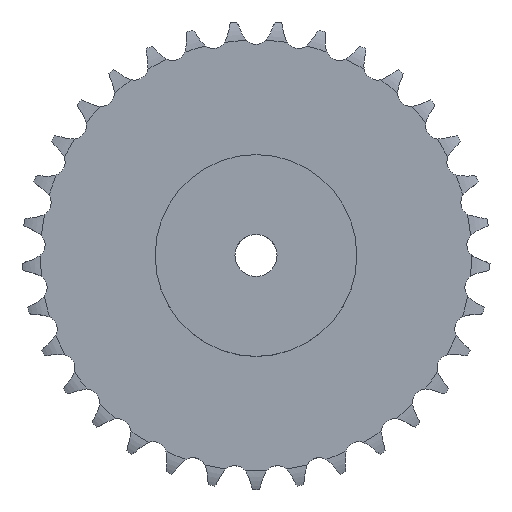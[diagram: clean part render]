
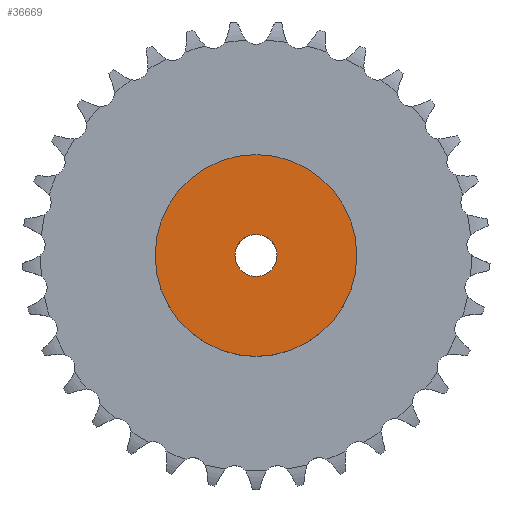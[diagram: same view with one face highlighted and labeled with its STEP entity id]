
A CAD part, top view. The second image highlights one B-rep face of the part: STEP entity #36669.
In plain terms, the highlighted planar face has unit normal (0, 0, 1).
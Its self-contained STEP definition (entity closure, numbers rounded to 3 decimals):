
#4233 = CYLINDRICAL_SURFACE('',#4234,60.);
#4234 = AXIS2_PLACEMENT_3D('',#4235,#4236,#4237);
#4235 = CARTESIAN_POINT('',(0.,0.,0.));
#4236 = DIRECTION('',(-0.,-0.,-1.));
#4237 = DIRECTION('',(1.,0.,0.));
#23050 = VERTEX_POINT('',#23051);
#23051 = CARTESIAN_POINT('',(60.,0.,50.));
#23072 = EDGE_CURVE('',#23050,#23050,#23073,.T.);
#23073 = SURFACE_CURVE('',#23074,(#23079,#23086),.PCURVE_S1.);
#23074 = CIRCLE('',#23075,60.);
#23075 = AXIS2_PLACEMENT_3D('',#23076,#23077,#23078);
#23076 = CARTESIAN_POINT('',(0.,0.,50.));
#23077 = DIRECTION('',(0.,0.,1.));
#23078 = DIRECTION('',(1.,0.,0.));
#23079 = PCURVE('',#4233,#23080);
#23080 = DEFINITIONAL_REPRESENTATION('',(#23081),#23085);
#23081 = LINE('',#23082,#23083);
#23082 = CARTESIAN_POINT('',(-0.,-50.));
#23083 = VECTOR('',#23084,1.);
#23084 = DIRECTION('',(-1.,0.));
#23085 = ( GEOMETRIC_REPRESENTATION_CONTEXT(2) 
PARAMETRIC_REPRESENTATION_CONTEXT() REPRESENTATION_CONTEXT('2D SPACE',''
  ) );
#23086 = PCURVE('',#23087,#23092);
#23087 = PLANE('',#23088);
#23088 = AXIS2_PLACEMENT_3D('',#23089,#23090,#23091);
#23089 = CARTESIAN_POINT('',(0.,0.,50.)
  );
#23090 = DIRECTION('',(0.,0.,1.));
#23091 = DIRECTION('',(1.,0.,0.));
#23092 = DEFINITIONAL_REPRESENTATION('',(#23093),#23097);
#23093 = CIRCLE('',#23094,60.);
#23094 = AXIS2_PLACEMENT_2D('',#23095,#23096);
#23095 = CARTESIAN_POINT('',(0.,0.));
#23096 = DIRECTION('',(1.,0.));
#23097 = ( GEOMETRIC_REPRESENTATION_CONTEXT(2) 
PARAMETRIC_REPRESENTATION_CONTEXT() REPRESENTATION_CONTEXT('2D SPACE',''
  ) );
#31250 = CYLINDRICAL_SURFACE('',#31251,12.5);
#31251 = AXIS2_PLACEMENT_3D('',#31252,#31253,#31254);
#31252 = CARTESIAN_POINT('',(0.,0.,422.205));
#31253 = DIRECTION('',(0.,0.,1.));
#31254 = DIRECTION('',(1.,0.,0.));
#36669 = ADVANCED_FACE('',(#36670,#36673),#23087,.T.);
#36670 = FACE_BOUND('',#36671,.T.);
#36671 = EDGE_LOOP('',(#36672));
#36672 = ORIENTED_EDGE('',*,*,#23072,.T.);
#36673 = FACE_BOUND('',#36674,.T.);
#36674 = EDGE_LOOP('',(#36675));
#36675 = ORIENTED_EDGE('',*,*,#36676,.F.);
#36676 = EDGE_CURVE('',#36677,#36677,#36679,.T.);
#36677 = VERTEX_POINT('',#36678);
#36678 = CARTESIAN_POINT('',(12.5,0.,50.));
#36679 = SURFACE_CURVE('',#36680,(#36685,#36692),.PCURVE_S1.);
#36680 = CIRCLE('',#36681,12.5);
#36681 = AXIS2_PLACEMENT_3D('',#36682,#36683,#36684);
#36682 = CARTESIAN_POINT('',(0.,0.,50.));
#36683 = DIRECTION('',(0.,0.,1.));
#36684 = DIRECTION('',(1.,0.,0.));
#36685 = PCURVE('',#23087,#36686);
#36686 = DEFINITIONAL_REPRESENTATION('',(#36687),#36691);
#36687 = CIRCLE('',#36688,12.5);
#36688 = AXIS2_PLACEMENT_2D('',#36689,#36690);
#36689 = CARTESIAN_POINT('',(0.,0.));
#36690 = DIRECTION('',(1.,0.));
#36691 = ( GEOMETRIC_REPRESENTATION_CONTEXT(2) 
PARAMETRIC_REPRESENTATION_CONTEXT() REPRESENTATION_CONTEXT('2D SPACE',''
  ) );
#36692 = PCURVE('',#31250,#36693);
#36693 = DEFINITIONAL_REPRESENTATION('',(#36694),#36698);
#36694 = LINE('',#36695,#36696);
#36695 = CARTESIAN_POINT('',(0.,-372.205));
#36696 = VECTOR('',#36697,1.);
#36697 = DIRECTION('',(1.,0.));
#36698 = ( GEOMETRIC_REPRESENTATION_CONTEXT(2) 
PARAMETRIC_REPRESENTATION_CONTEXT() REPRESENTATION_CONTEXT('2D SPACE',''
  ) );
